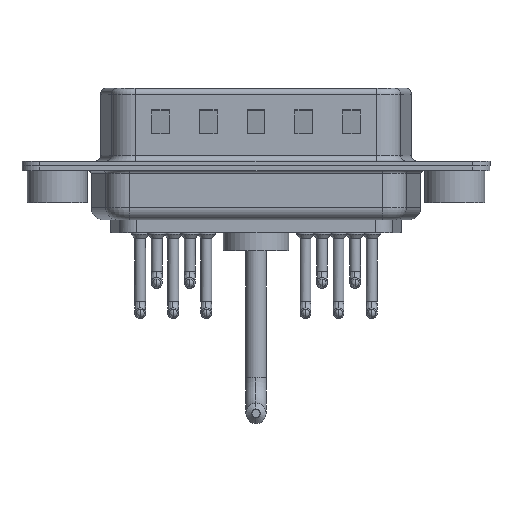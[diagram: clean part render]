
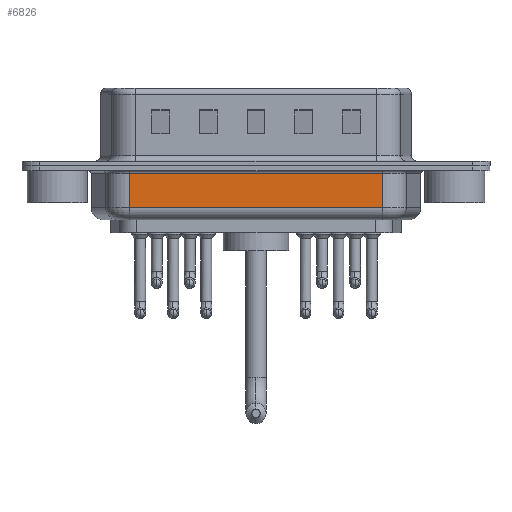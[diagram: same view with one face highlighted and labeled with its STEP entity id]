
A CAD part, front view. The second image highlights one B-rep face of the part: STEP entity #6826.
In plain terms, the highlighted planar face has unit normal (0, -1, 0).
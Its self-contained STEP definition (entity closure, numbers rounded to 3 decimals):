
#47 = VECTOR ( 'NONE', #13903, 1000. ) ;
#259 = VECTOR ( 'NONE', #13822, 1000. ) ;
#394 = VERTEX_POINT ( 'NONE', #5542 ) ;
#418 = FACE_OUTER_BOUND ( 'NONE', #18298, .T. ) ;
#476 = CARTESIAN_POINT ( 'NONE',  ( 27.269, -5.35, -0.65 ) ) ;
#1252 = ORIENTED_EDGE ( 'NONE', *, *, #6608, .T. ) ;
#2009 = DIRECTION ( 'NONE',  ( 0., 0., 1. ) ) ;
#2227 = DIRECTION ( 'NONE',  ( 0., 1., 0. ) ) ;
#2252 = CARTESIAN_POINT ( 'NONE',  ( 27.269, -5.35, -3.5 ) ) ;
#2508 = CARTESIAN_POINT ( 'NONE',  ( 6.031, -5.35, -3.5 ) ) ;
#2539 = VERTEX_POINT ( 'NONE', #476 ) ;
#3510 = LINE ( 'NONE', #22335, #259 ) ;
#5052 = VERTEX_POINT ( 'NONE', #2252 ) ;
#5429 = AXIS2_PLACEMENT_3D ( 'NONE', #17411, #2227, #2009 ) ;
#5542 = CARTESIAN_POINT ( 'NONE',  ( 6.031, -5.35, -0.65 ) ) ;
#6608 = EDGE_CURVE ( 'NONE', #2539, #394, #16957, .T. ) ;
#6826 = ADVANCED_FACE ( 'NONE', ( #418 ), #10491, .F. ) ;
#7110 = CARTESIAN_POINT ( 'NONE',  ( 6.031, -5.35, -3.5 ) ) ;
#7842 = VERTEX_POINT ( 'NONE', #2508 ) ;
#7948 = CARTESIAN_POINT ( 'NONE',  ( 6.031, -5.35, -4.5 ) ) ;
#8237 = CARTESIAN_POINT ( 'NONE',  ( 6.031, -5.35, -0.65 ) ) ;
#8455 = DIRECTION ( 'NONE',  ( -1., 0., 0. ) ) ;
#9190 = EDGE_CURVE ( 'NONE', #7842, #394, #16667, .T. ) ;
#9221 = ORIENTED_EDGE ( 'NONE', *, *, #9190, .F. ) ;
#10491 = PLANE ( 'NONE',  #5429 ) ;
#10841 = VECTOR ( 'NONE', #8455, 1000. ) ;
#13543 = VECTOR ( 'NONE', #16446, 1000. ) ;
#13822 = DIRECTION ( 'NONE',  ( 0., 0., 1. ) ) ;
#13903 = DIRECTION ( 'NONE',  ( 1., 0., 0. ) ) ;
#15523 = ORIENTED_EDGE ( 'NONE', *, *, #19374, .T. ) ;
#15762 = EDGE_CURVE ( 'NONE', #5052, #2539, #3510, .T. ) ;
#15944 = LINE ( 'NONE', #7110, #47 ) ;
#16446 = DIRECTION ( 'NONE',  ( 0., 0., 1. ) ) ;
#16667 = LINE ( 'NONE', #7948, #13543 ) ;
#16957 = LINE ( 'NONE', #8237, #10841 ) ;
#17411 = CARTESIAN_POINT ( 'NONE',  ( 6.031, -5.35, -4.5 ) ) ;
#18298 = EDGE_LOOP ( 'NONE', ( #9221, #15523, #21484, #1252 ) ) ;
#19374 = EDGE_CURVE ( 'NONE', #7842, #5052, #15944, .T. ) ;
#21484 = ORIENTED_EDGE ( 'NONE', *, *, #15762, .T. ) ;
#22335 = CARTESIAN_POINT ( 'NONE',  ( 27.269, -5.35, -4.5 ) ) ;
